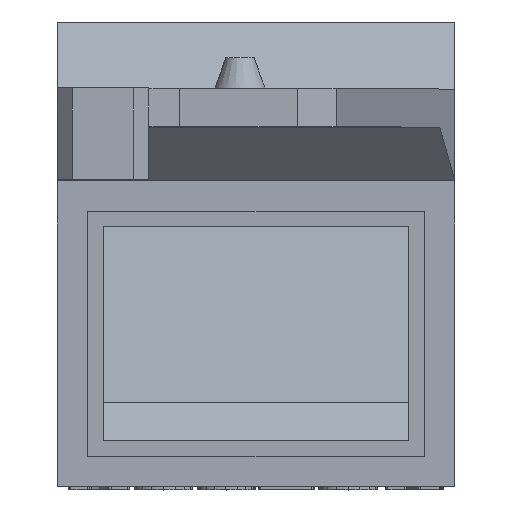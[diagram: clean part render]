
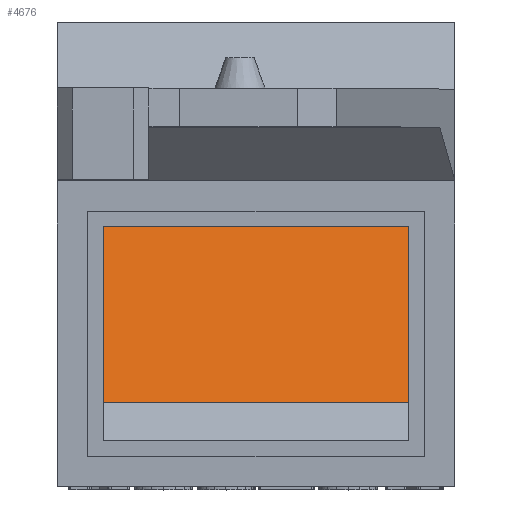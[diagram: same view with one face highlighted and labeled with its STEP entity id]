
A CAD part, top view. The second image highlights one B-rep face of the part: STEP entity #4676.
In plain terms, the highlighted planar face has unit normal (0, 0.25, 0.968).
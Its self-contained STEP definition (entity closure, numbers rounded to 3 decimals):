
#745=FACE_OUTER_BOUND('',#1009,.T.);
#1009=EDGE_LOOP('',(#4307,#4308,#4309,#4310,#4311,#4312,#4313,#4314,#4315,
#4316,#4317,#4318,#4319,#4320,#4321,#4322));
#1288=LINE('',#7936,#1671);
#1293=LINE('',#7945,#1676);
#1297=LINE('',#7953,#1680);
#1301=LINE('',#7961,#1684);
#1305=LINE('',#7970,#1688);
#1363=LINE('',#8099,#1746);
#1366=LINE('',#8105,#1749);
#1380=LINE('',#8146,#1763);
#1382=LINE('',#8150,#1765);
#1383=LINE('',#8152,#1766);
#1386=LINE('',#8159,#1769);
#1388=LINE('',#8162,#1771);
#1390=LINE('',#8165,#1773);
#1391=LINE('',#8168,#1774);
#1392=LINE('',#8170,#1775);
#1393=LINE('',#8171,#1776);
#1671=VECTOR('',#5180,10.);
#1676=VECTOR('',#5185,10.);
#1680=VECTOR('',#5189,10.);
#1684=VECTOR('',#5193,10.);
#1688=VECTOR('',#5199,10.);
#1746=VECTOR('',#5331,10.);
#1749=VECTOR('',#5338,10.);
#1763=VECTOR('',#5378,10.);
#1765=VECTOR('',#5382,10.);
#1766=VECTOR('',#5385,10.);
#1769=VECTOR('',#5392,10.);
#1771=VECTOR('',#5396,10.);
#1773=VECTOR('',#5400,10.);
#1774=VECTOR('',#5403,10.);
#1775=VECTOR('',#5404,10.);
#1776=VECTOR('',#5405,10.);
#2173=VERTEX_POINT('',#7933);
#2174=VERTEX_POINT('',#7935);
#2175=VERTEX_POINT('',#7938);
#2178=VERTEX_POINT('',#7943);
#2179=VERTEX_POINT('',#7946);
#2182=VERTEX_POINT('',#7951);
#2183=VERTEX_POINT('',#7954);
#2186=VERTEX_POINT('',#7959);
#2187=VERTEX_POINT('',#7963);
#2190=VERTEX_POINT('',#7968);
#2239=VERTEX_POINT('',#8144);
#2240=VERTEX_POINT('',#8148);
#2241=VERTEX_POINT('',#8156);
#2242=VERTEX_POINT('',#8158);
#2243=VERTEX_POINT('',#8167);
#2244=VERTEX_POINT('',#8169);
#2823=EDGE_CURVE('',#2174,#2173,#1288,.T.);
#2828=EDGE_CURVE('',#2175,#2178,#1293,.T.);
#2832=EDGE_CURVE('',#2179,#2182,#1297,.T.);
#2836=EDGE_CURVE('',#2183,#2186,#1301,.T.);
#2840=EDGE_CURVE('',#2187,#2190,#1305,.F.);
#2903=EDGE_CURVE('',#2186,#2187,#1363,.T.);
#2907=EDGE_CURVE('',#2174,#2190,#1366,.T.);
#2927=EDGE_CURVE('',#2239,#2182,#1380,.T.);
#2929=EDGE_CURVE('',#2240,#2239,#1382,.T.);
#2930=EDGE_CURVE('',#2183,#2240,#1383,.T.);
#2933=EDGE_CURVE('',#2241,#2242,#1386,.T.);
#2935=EDGE_CURVE('',#2179,#2241,#1388,.T.);
#2937=EDGE_CURVE('',#2242,#2178,#1390,.T.);
#2938=EDGE_CURVE('',#2175,#2243,#1391,.T.);
#2939=EDGE_CURVE('',#2244,#2173,#1392,.T.);
#2940=EDGE_CURVE('',#2243,#2244,#1393,.T.);
#4307=ORIENTED_EDGE('',*,*,#2938,.F.);
#4308=ORIENTED_EDGE('',*,*,#2828,.T.);
#4309=ORIENTED_EDGE('',*,*,#2937,.F.);
#4310=ORIENTED_EDGE('',*,*,#2933,.F.);
#4311=ORIENTED_EDGE('',*,*,#2935,.F.);
#4312=ORIENTED_EDGE('',*,*,#2832,.T.);
#4313=ORIENTED_EDGE('',*,*,#2927,.F.);
#4314=ORIENTED_EDGE('',*,*,#2929,.F.);
#4315=ORIENTED_EDGE('',*,*,#2930,.F.);
#4316=ORIENTED_EDGE('',*,*,#2836,.T.);
#4317=ORIENTED_EDGE('',*,*,#2903,.T.);
#4318=ORIENTED_EDGE('',*,*,#2840,.T.);
#4319=ORIENTED_EDGE('',*,*,#2907,.F.);
#4320=ORIENTED_EDGE('',*,*,#2823,.T.);
#4321=ORIENTED_EDGE('',*,*,#2939,.F.);
#4322=ORIENTED_EDGE('',*,*,#2940,.F.);
#4430=PLANE('',#4803);
#4676=ADVANCED_FACE('',(#745),#4430,.T.);
#4803=AXIS2_PLACEMENT_3D('',#8166,#5401,#5402);
#5180=DIRECTION('',(-1.,0.,0.));
#5185=DIRECTION('',(-1.,0.,0.));
#5189=DIRECTION('',(-1.,0.,0.));
#5193=DIRECTION('',(-1.,0.,0.));
#5199=DIRECTION('',(-1.,0.,0.));
#5331=DIRECTION('',(0.,-0.968,0.25));
#5338=DIRECTION('',(0.,-0.968,0.25));
#5378=DIRECTION('',(0.,0.968,-0.25));
#5382=DIRECTION('',(1.,0.,0.));
#5385=DIRECTION('',(0.,-0.968,0.25));
#5392=DIRECTION('',(1.,0.,0.));
#5396=DIRECTION('',(0.,-0.968,0.25));
#5400=DIRECTION('',(0.,0.968,-0.25));
#5401=DIRECTION('center_axis',(0.,0.25,
0.968));
#5402=DIRECTION('ref_axis',(0.,-0.968,0.25));
#5403=DIRECTION('',(0.,-0.968,0.25));
#5404=DIRECTION('',(0.,0.968,-0.25));
#5405=DIRECTION('',(1.,0.,0.));
#7933=CARTESIAN_POINT('',(40.1,-33.29,-28.68));
#7935=CARTESIAN_POINT('',(45.5,-33.29,-28.68));
#7936=CARTESIAN_POINT('',(20.5,-33.29,-28.68));
#7938=CARTESIAN_POINT('',(39.3,-33.29,-28.68));
#7943=CARTESIAN_POINT('',(33.9,-33.29,-28.68));
#7945=CARTESIAN_POINT('',(20.5,-33.29,-28.68));
#7946=CARTESIAN_POINT('',(33.1,-33.29,-28.68));
#7951=CARTESIAN_POINT('',(27.7,-33.29,-28.68));
#7953=CARTESIAN_POINT('',(20.5,-33.29,-28.68));
#7954=CARTESIAN_POINT('',(26.9,-33.29,-28.68));
#7959=CARTESIAN_POINT('',(21.5,-33.29,-28.68));
#7961=CARTESIAN_POINT('',(20.5,-33.29,-28.68));
#7963=CARTESIAN_POINT('',(21.5,-57.275,-22.489));
#7968=CARTESIAN_POINT('',(45.5,-57.275,-22.489));
#7970=CARTESIAN_POINT('',(20.5,-57.275,-22.489));
#8099=CARTESIAN_POINT('',(21.5,-41.053,-26.676));
#8105=CARTESIAN_POINT('',(45.5,-41.053,-26.676));
#8144=CARTESIAN_POINT('',(27.7,-42.973,-26.181));
#8146=CARTESIAN_POINT('',(27.7,-33.29,-28.68));
#8148=CARTESIAN_POINT('',(26.9,-42.973,-26.181));
#8150=CARTESIAN_POINT('',(24.1,-42.973,-26.181));
#8152=CARTESIAN_POINT('',(26.9,-38.131,-27.43));
#8156=CARTESIAN_POINT('',(33.1,-42.973,-26.181));
#8158=CARTESIAN_POINT('',(33.9,-42.973,-26.181));
#8159=CARTESIAN_POINT('',(27.2,-42.973,-26.181));
#8162=CARTESIAN_POINT('',(33.1,-38.131,-27.43));
#8165=CARTESIAN_POINT('',(33.9,-33.29,-28.68));
#8166=CARTESIAN_POINT('Origin',(20.5,-33.29,-28.68));
#8167=CARTESIAN_POINT('',(39.3,-42.973,-26.181));
#8168=CARTESIAN_POINT('',(39.3,-38.131,-27.43));
#8169=CARTESIAN_POINT('',(40.1,-42.973,-26.181));
#8170=CARTESIAN_POINT('',(40.1,-33.29,-28.68));
#8171=CARTESIAN_POINT('',(30.3,-42.973,-26.181));
